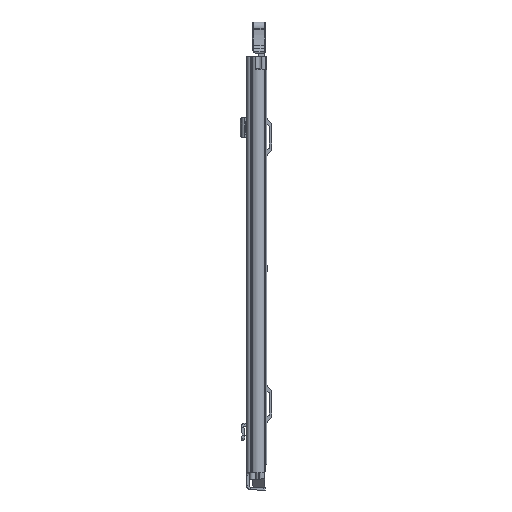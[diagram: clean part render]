
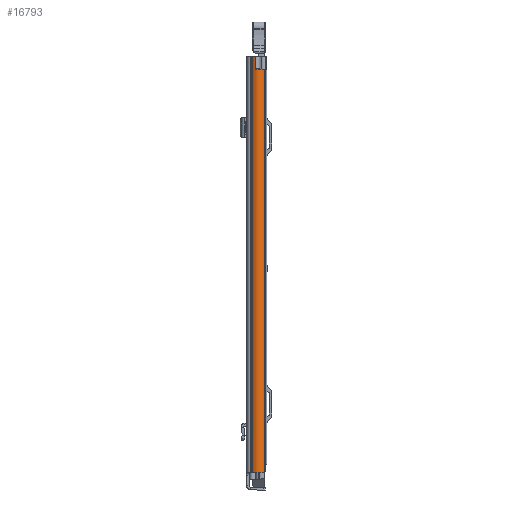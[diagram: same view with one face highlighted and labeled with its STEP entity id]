
A CAD part, front view. The second image highlights one B-rep face of the part: STEP entity #16793.
In plain terms, the highlighted cylindrical face has radius 7.6 mm (diameter 15.2 mm), a partial arc.
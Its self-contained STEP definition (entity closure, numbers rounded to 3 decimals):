
#101 = CARTESIAN_POINT ( 'NONE',  ( 5.244, -35.891, 0. ) ) ;
#642 = CIRCLE ( 'NONE', #6592, 7.6 ) ;
#793 = AXIS2_PLACEMENT_3D ( 'NONE', #2699, #28095, #30898 ) ;
#1272 = ORIENTED_EDGE ( 'NONE', *, *, #9866, .T. ) ;
#2111 = DIRECTION ( 'NONE',  ( 1., 0., 0. ) ) ;
#2699 = CARTESIAN_POINT ( 'NONE',  ( 10.602, -30.5, -406.4 ) ) ;
#2798 = VECTOR ( 'NONE', #10044, 1000. ) ;
#4133 = LINE ( 'NONE', #6751, #28381 ) ;
#4177 = EDGE_CURVE ( 'NONE', #31262, #24619, #642, .T. ) ;
#4408 = CARTESIAN_POINT ( 'NONE',  ( 16.488, -35.307, -390.4 ) ) ;
#5976 = ORIENTED_EDGE ( 'NONE', *, *, #4177, .T. ) ;
#6174 = CARTESIAN_POINT ( 'NONE',  ( 5.244, -35.891, -406.4 ) ) ;
#6592 = AXIS2_PLACEMENT_3D ( 'NONE', #30778, #16936, #31158 ) ;
#6751 = CARTESIAN_POINT ( 'NONE',  ( 16.488, -35.307, -406.4 ) ) ;
#6846 = CARTESIAN_POINT ( 'NONE',  ( 16.488, -35.307, -12.2 ) ) ;
#8764 = CIRCLE ( 'NONE', #36080, 7.6 ) ;
#9152 = LINE ( 'NONE', #6174, #16592 ) ;
#9866 = EDGE_CURVE ( 'NONE', #36926, #32317, #8764, .T. ) ;
#10044 = DIRECTION ( 'NONE',  ( 0., 0., 1. ) ) ;
#11118 = CYLINDRICAL_SURFACE ( 'NONE', #793, 7.6 ) ;
#12754 = EDGE_CURVE ( 'NONE', #32066, #33692, #20852, .T. ) ;
#16302 = FACE_OUTER_BOUND ( 'NONE', #26232, .T. ) ;
#16592 = VECTOR ( 'NONE', #17335, 1000. ) ;
#16793 = ADVANCED_FACE ( 'NONE', ( #16302 ), #11118, .T. ) ;
#16936 = DIRECTION ( 'NONE',  ( 0., 0., -1. ) ) ;
#17335 = DIRECTION ( 'NONE',  ( 0., 0., 1. ) ) ;
#18774 = CARTESIAN_POINT ( 'NONE',  ( 10.602, -30.5, -390.4 ) ) ;
#20753 = DIRECTION ( 'NONE',  ( 0., 0., 1. ) ) ;
#20852 = CIRCLE ( 'NONE', #23852, 7.6 ) ;
#21629 = DIRECTION ( 'NONE',  ( 1., 0., 0. ) ) ;
#22190 = DIRECTION ( 'NONE',  ( 0., 0., 1. ) ) ;
#22825 = EDGE_CURVE ( 'NONE', #36926, #24619, #9152, .T. ) ;
#23827 = ORIENTED_EDGE ( 'NONE', *, *, #33065, .T. ) ;
#23852 = AXIS2_PLACEMENT_3D ( 'NONE', #32571, #26952, #2111 ) ;
#24619 = VERTEX_POINT ( 'NONE', #101 ) ;
#25028 = CARTESIAN_POINT ( 'NONE',  ( 8.413, -37.778, -12.2 ) ) ;
#25408 = CARTESIAN_POINT ( 'NONE',  ( 8.413, -37.778, 0. ) ) ;
#26232 = EDGE_LOOP ( 'NONE', ( #1272, #23827, #34285, #28452, #5976, #32845 ) ) ;
#26952 = DIRECTION ( 'NONE',  ( 0., 0., 1. ) ) ;
#28095 = DIRECTION ( 'NONE',  ( 0., 0., 1. ) ) ;
#28381 = VECTOR ( 'NONE', #20753, 1000. ) ;
#28452 = ORIENTED_EDGE ( 'NONE', *, *, #33434, .T. ) ;
#30371 = LINE ( 'NONE', #35604, #2798 ) ;
#30778 = CARTESIAN_POINT ( 'NONE',  ( 10.602, -30.5, 0. ) ) ;
#30898 = DIRECTION ( 'NONE',  ( 1., 0., 0. ) ) ;
#31158 = DIRECTION ( 'NONE',  ( 1., 0., 0. ) ) ;
#31262 = VERTEX_POINT ( 'NONE', #25408 ) ;
#32066 = VERTEX_POINT ( 'NONE', #25028 ) ;
#32317 = VERTEX_POINT ( 'NONE', #4408 ) ;
#32571 = CARTESIAN_POINT ( 'NONE',  ( 10.602, -30.5, -12.2 ) ) ;
#32845 = ORIENTED_EDGE ( 'NONE', *, *, #22825, .F. ) ;
#33065 = EDGE_CURVE ( 'NONE', #32317, #33692, #4133, .T. ) ;
#33434 = EDGE_CURVE ( 'NONE', #32066, #31262, #30371, .T. ) ;
#33692 = VERTEX_POINT ( 'NONE', #6846 ) ;
#34285 = ORIENTED_EDGE ( 'NONE', *, *, #12754, .F. ) ;
#35280 = CARTESIAN_POINT ( 'NONE',  ( 5.244, -35.891, -390.4 ) ) ;
#35604 = CARTESIAN_POINT ( 'NONE',  ( 8.413, -37.778, -406.4 ) ) ;
#36080 = AXIS2_PLACEMENT_3D ( 'NONE', #18774, #22190, #21629 ) ;
#36926 = VERTEX_POINT ( 'NONE', #35280 ) ;
